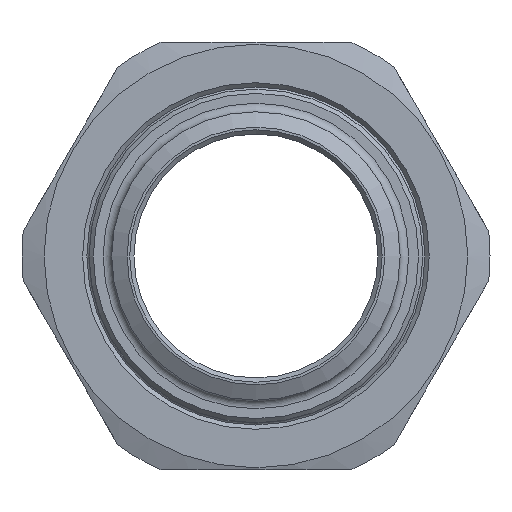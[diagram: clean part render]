
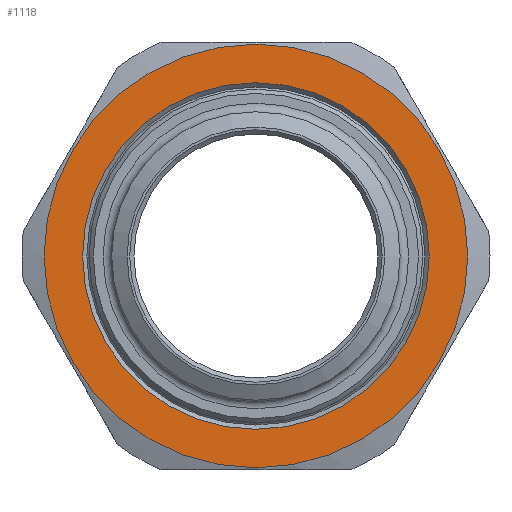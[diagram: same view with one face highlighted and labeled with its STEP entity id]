
A CAD part, left-side view. The second image highlights one B-rep face of the part: STEP entity #1118.
In plain terms, the highlighted planar face has unit normal (-1, 0, 0).
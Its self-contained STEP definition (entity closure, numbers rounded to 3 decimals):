
#52=FACE_BOUND('',#210,.T.);
#105=PLANE('',#1281);
#138=FACE_OUTER_BOUND('',#209,.T.);
#209=EDGE_LOOP('',(#833));
#210=EDGE_LOOP('',(#834));
#390=CIRCLE('',#1271,24.75);
#391=CIRCLE('',#1276,20.25);
#499=VERTEX_POINT('',#1929);
#500=VERTEX_POINT('',#1939);
#622=EDGE_CURVE('',#499,#499,#390,.T.);
#624=EDGE_CURVE('',#500,#500,#391,.T.);
#833=ORIENTED_EDGE('',*,*,#622,.T.);
#834=ORIENTED_EDGE('',*,*,#624,.F.);
#1118=ADVANCED_FACE('',(#138,#52),#105,.F.);
#1271=AXIS2_PLACEMENT_3D('',#1931,#1490,#1491);
#1276=AXIS2_PLACEMENT_3D('',#1940,#1500,#1501);
#1281=AXIS2_PLACEMENT_3D('',#1950,#1512,#1513);
#1490=DIRECTION('center_axis',(-1.,0.,0.));
#1491=DIRECTION('ref_axis',(0.,1.,0.));
#1500=DIRECTION('center_axis',(-1.,0.,0.));
#1501=DIRECTION('ref_axis',(0.,-1.,0.));
#1512=DIRECTION('center_axis',(1.,0.,0.));
#1513=DIRECTION('ref_axis',(0.,0.,-1.));
#1929=CARTESIAN_POINT('',(-18.5,-24.75,0.));
#1931=CARTESIAN_POINT('Origin',(-18.5,0.,0.));
#1939=CARTESIAN_POINT('',(-18.5,20.25,0.));
#1940=CARTESIAN_POINT('Origin',(-18.5,0.,0.));
#1950=CARTESIAN_POINT('Origin',(-18.5,0.,0.));
